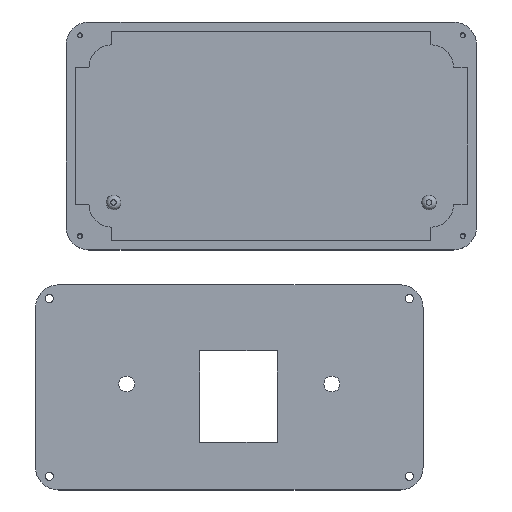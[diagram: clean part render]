
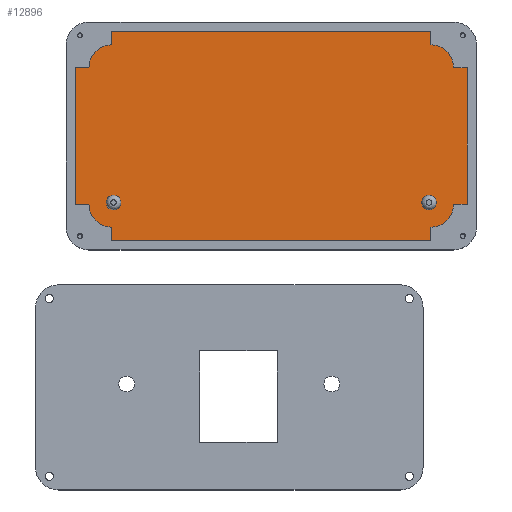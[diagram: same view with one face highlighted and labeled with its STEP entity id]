
A CAD part, top view. The second image highlights one B-rep face of the part: STEP entity #12896.
In plain terms, the highlighted planar face has unit normal (0, 0, 1).
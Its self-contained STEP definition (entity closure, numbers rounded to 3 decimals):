
#400=FACE_BOUND('',#1545,.T.);
#401=FACE_BOUND('',#1546,.T.);
#452=PLANE('',#13673);
#793=FACE_OUTER_BOUND('',#1544,.T.);
#1544=EDGE_LOOP('',(#9522,#9523,#9524,#9525,#9526,#9527,#9528,#9529,#9530,
#9531,#9532,#9533,#9534,#9535,#9536,#9537));
#1545=EDGE_LOOP('',(#9538));
#1546=EDGE_LOOP('',(#9539));
#2176=CIRCLE('',#13671,5.);
#2178=CIRCLE('',#13674,5.);
#2179=CIRCLE('',#13675,5.);
#2180=CIRCLE('',#13676,5.);
#2181=CIRCLE('',#13677,1.6);
#2182=CIRCLE('',#13678,1.6);
#3484=LINE('',#22687,#4432);
#3486=LINE('',#22693,#4434);
#3489=LINE('',#22698,#4437);
#3496=LINE('',#22716,#4444);
#3498=LINE('',#22722,#4446);
#3501=LINE('',#22727,#4449);
#3506=LINE('',#22742,#4454);
#3512=LINE('',#22754,#4460);
#3514=LINE('',#22757,#4462);
#3520=LINE('',#22774,#4468);
#3522=LINE('',#22780,#4470);
#3525=LINE('',#22785,#4473);
#4432=VECTOR('',#14550,10.);
#4434=VECTOR('',#14554,10.);
#4437=VECTOR('',#14559,10.);
#4444=VECTOR('',#14572,10.);
#4446=VECTOR('',#14576,10.);
#4449=VECTOR('',#14581,10.);
#4454=VECTOR('',#14592,10.);
#4460=VECTOR('',#14600,10.);
#4462=VECTOR('',#14604,10.);
#4468=VECTOR('',#14616,10.);
#4470=VECTOR('',#14620,10.);
#4473=VECTOR('',#14625,10.);
#5803=VERTEX_POINT('',#22681);
#5805=VERTEX_POINT('',#22685);
#5806=VERTEX_POINT('',#22689);
#5808=VERTEX_POINT('',#22692);
#5815=VERTEX_POINT('',#22710);
#5817=VERTEX_POINT('',#22714);
#5818=VERTEX_POINT('',#22718);
#5820=VERTEX_POINT('',#22721);
#5826=VERTEX_POINT('',#22738);
#5828=VERTEX_POINT('',#22741);
#5831=VERTEX_POINT('',#22748);
#5833=VERTEX_POINT('',#22752);
#5839=VERTEX_POINT('',#22768);
#5841=VERTEX_POINT('',#22772);
#5842=VERTEX_POINT('',#22776);
#5844=VERTEX_POINT('',#22779);
#5850=VERTEX_POINT('',#22802);
#5851=VERTEX_POINT('',#22804);
#7291=EDGE_CURVE('',#5803,#5805,#3484,.T.);
#7293=EDGE_CURVE('',#5806,#5808,#3486,.T.);
#7296=EDGE_CURVE('',#5805,#5808,#3489,.T.);
#7305=EDGE_CURVE('',#5815,#5817,#3496,.T.);
#7307=EDGE_CURVE('',#5818,#5820,#3498,.T.);
#7310=EDGE_CURVE('',#5817,#5820,#3501,.T.);
#7317=EDGE_CURVE('',#5826,#5828,#3506,.T.);
#7323=EDGE_CURVE('',#5831,#5833,#3512,.T.);
#7325=EDGE_CURVE('',#5833,#5828,#3514,.T.);
#7333=EDGE_CURVE('',#5839,#5841,#3520,.T.);
#7335=EDGE_CURVE('',#5842,#5844,#3522,.T.);
#7338=EDGE_CURVE('',#5841,#5844,#3525,.T.);
#7344=EDGE_CURVE('',#5806,#5831,#2176,.T.);
#7346=EDGE_CURVE('',#5826,#5839,#2178,.T.);
#7347=EDGE_CURVE('',#5842,#5815,#2179,.T.);
#7348=EDGE_CURVE('',#5818,#5803,#2180,.T.);
#7349=EDGE_CURVE('',#5850,#5850,#2181,.T.);
#7350=EDGE_CURVE('',#5851,#5851,#2182,.T.);
#9522=ORIENTED_EDGE('',*,*,#7344,.T.);
#9523=ORIENTED_EDGE('',*,*,#7323,.T.);
#9524=ORIENTED_EDGE('',*,*,#7325,.T.);
#9525=ORIENTED_EDGE('',*,*,#7317,.F.);
#9526=ORIENTED_EDGE('',*,*,#7346,.T.);
#9527=ORIENTED_EDGE('',*,*,#7333,.T.);
#9528=ORIENTED_EDGE('',*,*,#7338,.T.);
#9529=ORIENTED_EDGE('',*,*,#7335,.F.);
#9530=ORIENTED_EDGE('',*,*,#7347,.T.);
#9531=ORIENTED_EDGE('',*,*,#7305,.T.);
#9532=ORIENTED_EDGE('',*,*,#7310,.T.);
#9533=ORIENTED_EDGE('',*,*,#7307,.F.);
#9534=ORIENTED_EDGE('',*,*,#7348,.T.);
#9535=ORIENTED_EDGE('',*,*,#7291,.T.);
#9536=ORIENTED_EDGE('',*,*,#7296,.T.);
#9537=ORIENTED_EDGE('',*,*,#7293,.F.);
#9538=ORIENTED_EDGE('',*,*,#7349,.T.);
#9539=ORIENTED_EDGE('',*,*,#7350,.T.);
#12896=ADVANCED_FACE('',(#793,#400,#401),#452,.T.);
#13671=AXIS2_PLACEMENT_3D('',#22796,#14635,#14636);
#13673=AXIS2_PLACEMENT_3D('',#22798,#14639,#14640);
#13674=AXIS2_PLACEMENT_3D('',#22799,#14641,#14642);
#13675=AXIS2_PLACEMENT_3D('',#22800,#14643,#14644);
#13676=AXIS2_PLACEMENT_3D('',#22801,#14645,#14646);
#13677=AXIS2_PLACEMENT_3D('',#22803,#14647,#14648);
#13678=AXIS2_PLACEMENT_3D('',#22805,#14649,#14650);
#14550=DIRECTION('',(1.,0.,0.));
#14554=DIRECTION('',(1.,0.,0.));
#14559=DIRECTION('',(0.,1.,0.));
#14572=DIRECTION('',(0.,-1.,0.));
#14576=DIRECTION('',(0.,-1.,0.));
#14581=DIRECTION('',(1.,0.,0.));
#14592=DIRECTION('',(0.,1.,0.));
#14600=DIRECTION('',(0.,1.,0.));
#14604=DIRECTION('',(-1.,0.,0.));
#14616=DIRECTION('',(-1.,0.,0.));
#14620=DIRECTION('',(-1.,0.,0.));
#14625=DIRECTION('',(0.,-1.,0.));
#14635=DIRECTION('center_axis',(0.,0.,1.));
#14636=DIRECTION('ref_axis',(0.707,0.707,0.));
#14639=DIRECTION('center_axis',(0.,0.,1.));
#14640=DIRECTION('ref_axis',(1.,0.,0.));
#14641=DIRECTION('center_axis',(0.,0.,1.));
#14642=DIRECTION('ref_axis',(-0.707,0.707,0.));
#14643=DIRECTION('center_axis',(0.,0.,1.));
#14644=DIRECTION('ref_axis',(-0.707,-0.707,0.));
#14645=DIRECTION('center_axis',(0.,0.,1.));
#14646=DIRECTION('ref_axis',(0.707,-0.707,0.));
#14647=DIRECTION('center_axis',(0.,0.,-1.));
#14648=DIRECTION('ref_axis',(-1.,0.,0.));
#14649=DIRECTION('center_axis',(0.,0.,-1.));
#14650=DIRECTION('ref_axis',(-1.,0.,0.));
#22681=CARTESIAN_POINT('',(80.,5.,3.));
#22685=CARTESIAN_POINT('',(83.,5.,3.));
#22687=CARTESIAN_POINT('',(80.,5.,3.));
#22689=CARTESIAN_POINT('',(80.,35.,3.));
#22692=CARTESIAN_POINT('',(83.,35.,3.));
#22693=CARTESIAN_POINT('',(80.,35.,3.));
#22698=CARTESIAN_POINT('',(83.,30.,3.));
#22710=CARTESIAN_POINT('',(5.,0.,3.));
#22714=CARTESIAN_POINT('',(5.,-3.,3.));
#22716=CARTESIAN_POINT('',(5.,0.,3.));
#22718=CARTESIAN_POINT('',(75.,0.,3.));
#22721=CARTESIAN_POINT('',(75.,-3.,3.));
#22722=CARTESIAN_POINT('',(75.,0.,3.));
#22727=CARTESIAN_POINT('',(60.,-3.,3.));
#22738=CARTESIAN_POINT('',(5.,40.,3.));
#22741=CARTESIAN_POINT('',(5.,43.,3.));
#22742=CARTESIAN_POINT('',(5.,40.,3.));
#22748=CARTESIAN_POINT('',(75.,40.,3.));
#22752=CARTESIAN_POINT('',(75.,43.,3.));
#22754=CARTESIAN_POINT('',(75.,40.,3.));
#22757=CARTESIAN_POINT('',(20.,43.,3.));
#22768=CARTESIAN_POINT('',(0.,35.,3.));
#22772=CARTESIAN_POINT('',(-3.,35.,3.));
#22774=CARTESIAN_POINT('',(0.,35.,3.));
#22776=CARTESIAN_POINT('',(0.,5.,3.));
#22779=CARTESIAN_POINT('',(-3.,5.,3.));
#22780=CARTESIAN_POINT('',(0.,5.,3.));
#22785=CARTESIAN_POINT('',(-3.,10.,3.));
#22796=CARTESIAN_POINT('Origin',(75.,35.,3.));
#22798=CARTESIAN_POINT('Origin',(40.,20.,3.));
#22799=CARTESIAN_POINT('Origin',(5.,35.,3.));
#22800=CARTESIAN_POINT('Origin',(5.,5.,3.));
#22801=CARTESIAN_POINT('Origin',(75.,5.,3.));
#22802=CARTESIAN_POINT('',(76.2,5.4,3.));
#22803=CARTESIAN_POINT('Origin',(74.6,5.4,3.));
#22804=CARTESIAN_POINT('',(7.,5.4,3.));
#22805=CARTESIAN_POINT('Origin',(5.4,5.4,3.));
